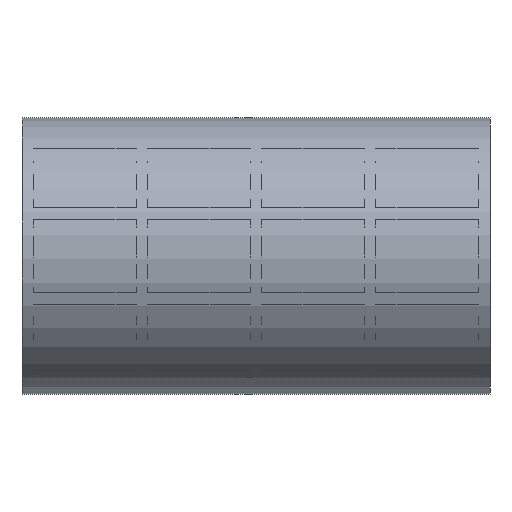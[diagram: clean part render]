
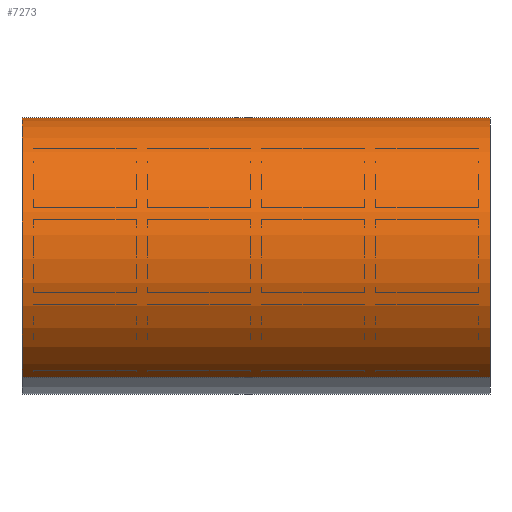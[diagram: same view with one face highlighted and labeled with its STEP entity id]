
A CAD part, front view. The second image highlights one B-rep face of the part: STEP entity #7273.
In plain terms, the highlighted cylindrical face has radius 605 mm (diameter 1210 mm), a partial arc.
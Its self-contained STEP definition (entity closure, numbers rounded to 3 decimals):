
#7221=CARTESIAN_POINT('Vertex',(-2025.,290.052,530.937)) ;
#7223=CARTESIAN_POINT('Vertex',(-2025.,-290.052,-530.937)) ;
#7226=CARTESIAN_POINT('Line Origine',(-1000.,290.052,530.937)) ;
#7230=CARTESIAN_POINT('Vertex',(25.,290.052,530.937)) ;
#7237=CARTESIAN_POINT('Vertex',(25.,-290.052,-530.937)) ;
#7240=CARTESIAN_POINT('Line Origine',(-1000.,-290.052,-530.937)) ;
#7252=CARTESIAN_POINT('Axis2P3D Location',(-1000.,0.,0.)) ;
#7257=CARTESIAN_POINT('Axis2P3D Location',(25.,0.,0.)) ;
#7262=CARTESIAN_POINT('Axis2P3D Location',(-2025.,0.,0.)) ;
#7227=DIRECTION('Vector Direction',(1.,0.,0.)) ;
#7241=DIRECTION('Vector Direction',(1.,0.,0.)) ;
#7253=DIRECTION('Axis2P3D Direction',(1.,0.,-0.)) ;
#7254=DIRECTION('Axis2P3D XDirection',(0.,0.479,0.878)) ;
#7258=DIRECTION('Axis2P3D Direction',(1.,0.,-0.)) ;
#7263=DIRECTION('Axis2P3D Direction',(1.,0.,-0.)) ;
#7255=AXIS2_PLACEMENT_3D('Cylinder Axis2P3D',#7252,#7253,#7254) ;
#7259=AXIS2_PLACEMENT_3D('Circle Axis2P3D',#7257,#7258,$) ;
#7264=AXIS2_PLACEMENT_3D('Circle Axis2P3D',#7262,#7263,$) ;
#7268=ORIENTED_EDGE('',*,*,#7244,.F.) ;
#7269=ORIENTED_EDGE('',*,*,#7261,.F.) ;
#7270=ORIENTED_EDGE('',*,*,#7232,.T.) ;
#7271=ORIENTED_EDGE('',*,*,#7266,.F.) ;
#7228=VECTOR('Line Direction',#7227,1.) ;
#7242=VECTOR('Line Direction',#7241,1.) ;
#7273=ADVANCED_FACE('Brep With Voids',(#7272),#7256,.T.) ;
#7260=CIRCLE('generated circle',#7259,605.) ;
#7265=CIRCLE('generated circle',#7264,605.) ;
#7256=CYLINDRICAL_SURFACE('generated cylinder',#7255,605.) ;
#7232=EDGE_CURVE('',#7231,#7222,#7229,.F.) ;
#7244=EDGE_CURVE('',#7238,#7224,#7243,.F.) ;
#7261=EDGE_CURVE('',#7231,#7238,#7260,.T.) ;
#7266=EDGE_CURVE('',#7224,#7222,#7265,.F.) ;
#7267=EDGE_LOOP('',(#7268,#7269,#7270,#7271)) ;
#7272=FACE_OUTER_BOUND('',#7267,.T.) ;
#7229=LINE('Line',#7226,#7228) ;
#7243=LINE('Line',#7240,#7242) ;
#7222=VERTEX_POINT('',#7221) ;
#7224=VERTEX_POINT('',#7223) ;
#7231=VERTEX_POINT('',#7230) ;
#7238=VERTEX_POINT('',#7237) ;
